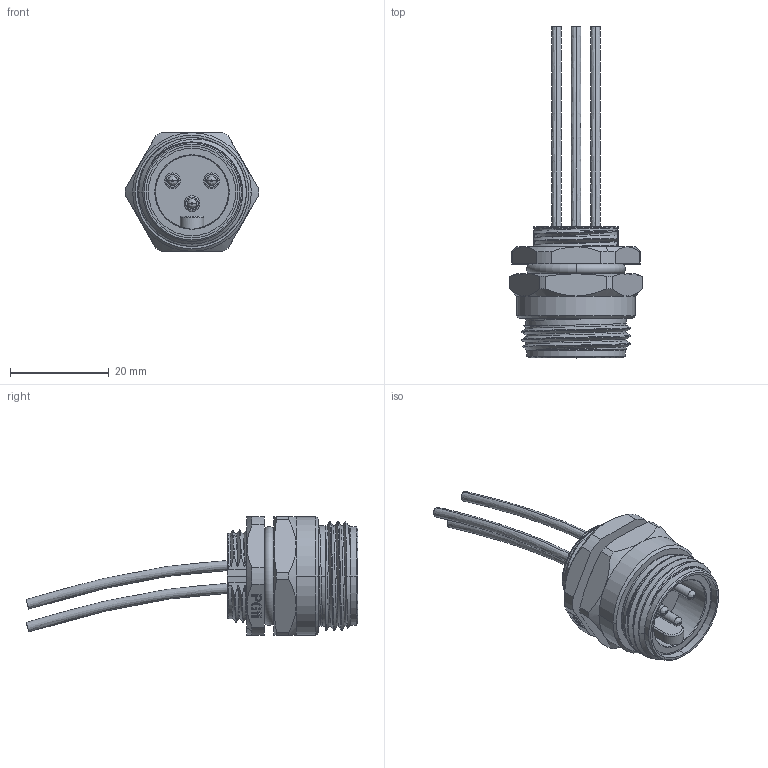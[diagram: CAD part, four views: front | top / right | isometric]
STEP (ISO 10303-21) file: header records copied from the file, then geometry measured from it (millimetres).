
FILE_DESCRIPTION((''),'2;1');
FILE_NAME('7_8-M03-BK-PG11-W0_82_SW0001','2020-12-17T',('tc.chen'),(''),'PRO/ENGINEER BY PARAMETRIC TECHNOLOGY CORPORATION, 2012480','PRO/ENGINEER BY PARAMETRIC TECHNOLOGY CORPORATION, 2012480','');
FILE_SCHEMA(('AUTOMOTIVE_DESIGN { 1 0 10303 214 1 1 1 1 }'));
Length unit declared in the file: millimetre
Products named in the file (1): 7_8-M03-BK-PG11-W0_82_SW0001
Bounding box: 27 x 67.17 x 24 mm (x, y, z)
Volume: 9087.1 mm3; surface area: 5880.4 mm2
Topology: 1 solids, 1 shells, 381 faces, 1077 edges, 694 vertices
Faces by surface type: plane 214, bspline 77, cylinder 56, cone 25, torus 9
Entity records: 18647 total; most frequent: CARTESIAN_POINT 9133, ORIENTED_EDGE 2154, DIRECTION 1620, EDGE_CURVE 1077, VERTEX_POINT 694, VECTOR 672, LINE 672, AXIS2_PLACEMENT_3D 474
